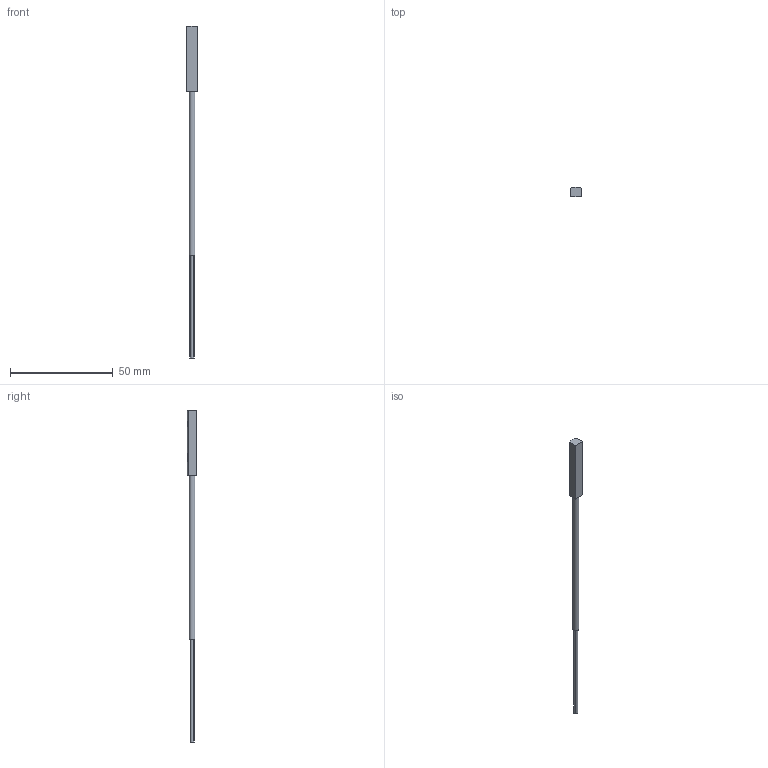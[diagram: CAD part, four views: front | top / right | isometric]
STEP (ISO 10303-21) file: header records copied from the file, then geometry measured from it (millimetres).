
FILE_DESCRIPTION(/* description */ ('STEP AP214'),/* implementation_level */ '2;1');
FILE_NAME(/* name */ '551401_SIES-8M-NO-24V-K-75-OE',/* time_stamp */ '2024-09-15T06:18:49+02:00',/* author */ ('License CC BY-ND 4.0'),/* organization */ ('CADENAS'),/* preprocessor_version */ 'ST-DEVELOPER v19.3',/* originating_system */ 'PARTsolutions',/* authorisation */ ' ');
FILE_SCHEMA (('FEATURE_BASED_PROCESS_PLANNING','AUTOMOTIVE_DESIGN {1 0 10303 214 3 1 1}'));
Length unit declared in the file: millimetre
Products named in the file (2): 551401 SIES-8M-NO-24V-K-7,5-OE; 551401 SIES-8M-NO-24V-K-7,5-OE---(SEN)
Assembly tree (1 placements, depth 2):
  551401 SIES-8M-NO-24V-K-7,5-OE
    551401 SIES-8M-NO-24V-K-7,5-OE---(SEN)
Bounding box: 5 x 4.6 x 161.8 mm (x, y, z)
Volume: 1401.5 mm3; surface area: 1726.1 mm2
Topology: 1 solids, 1 shells, 34 faces, 75 edges, 50 vertices
Faces by surface type: plane 26, cylinder 8
Full cylindrical faces by diameter (mm): 2.9 x1, 3.5 x1
Entity records: 1209 total; most frequent: CARTESIAN_POINT 177, DIRECTION 157, ORIENTED_EDGE 142, EDGE_CURVE 71, AXIS2_PLACEMENT_3D 53, LINE 51, VECTOR 51, VERTEX_POINT 48
